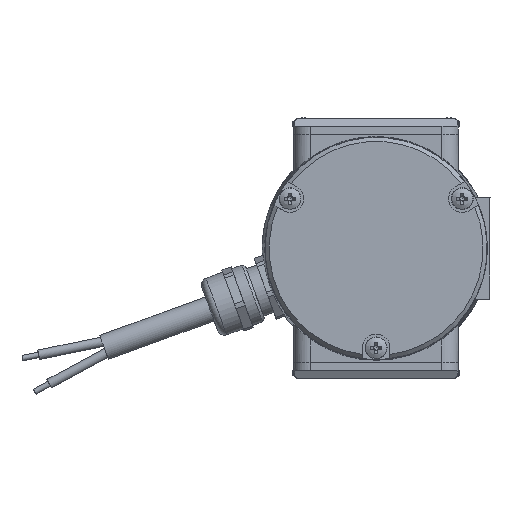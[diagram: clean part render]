
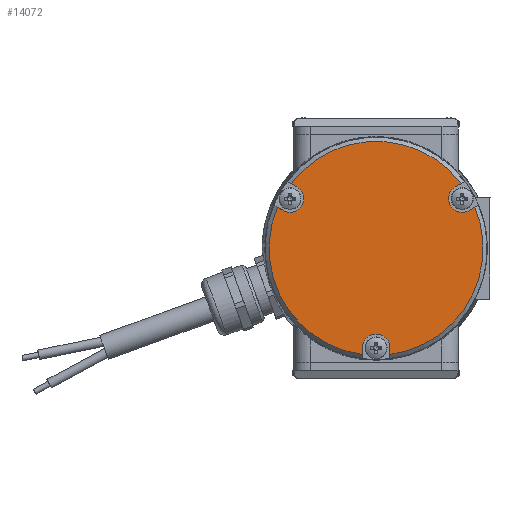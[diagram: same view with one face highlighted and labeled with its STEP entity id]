
A CAD part, left-side view. The second image highlights one B-rep face of the part: STEP entity #14072.
In plain terms, the highlighted planar face has unit normal (-1, 0, 0).
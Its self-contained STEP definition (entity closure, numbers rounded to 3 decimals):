
#406 = CARTESIAN_POINT ( 'NONE',  ( -62., -0.099, 0. ) ) ;
#412 = DIRECTION ( 'NONE',  ( 0., 1., 0. ) ) ;
#781 = AXIS2_PLACEMENT_3D ( 'NONE', #12618, #2552, #7041 ) ;
#1045 = DIRECTION ( 'NONE',  ( -1., 0., 0. ) ) ;
#1264 = CARTESIAN_POINT ( 'NONE',  ( -62., 33.795, 13.795 ) ) ;
#1477 = VERTEX_POINT ( 'NONE', #11003 ) ;
#1809 = AXIS2_PLACEMENT_3D ( 'NONE', #12417, #2350, #6841 ) ;
#1899 = LINE ( 'NONE', #6399, #6112 ) ;
#1986 = DIRECTION ( 'NONE',  ( 0., 0.5, 0.866 ) ) ;
#2059 = LINE ( 'NONE', #6552, #14171 ) ;
#2262 = AXIS2_PLACEMENT_3D ( 'NONE', #7588, #12050, #1986 ) ;
#2350 = DIRECTION ( 'NONE',  ( -1., 0., 0. ) ) ;
#2397 = EDGE_CURVE ( 'NONE', #12283, #10275, #12459, .T. ) ;
#2508 = DIRECTION ( 'NONE',  ( 0., 0., -1. ) ) ;
#2552 = DIRECTION ( 'NONE',  ( -1., 0., 0. ) ) ;
#2677 = ORIENTED_EDGE ( 'NONE', *, *, #2995, .T. ) ;
#2684 = VECTOR ( 'NONE', #2508, 1000. ) ;
#2696 = CARTESIAN_POINT ( 'NONE',  ( -62., -5.099, -36.25 ) ) ;
#2717 = CARTESIAN_POINT ( 'NONE',  ( -62., 4.901, -38.678 ) ) ;
#2937 = CARTESIAN_POINT ( 'NONE',  ( -62., 28.795, 22.455 ) ) ;
#2948 = CARTESIAN_POINT ( 'NONE',  ( -62., 35.898, 15.009 ) ) ;
#2995 = EDGE_CURVE ( 'NONE', #3388, #10410, #10247, .T. ) ;
#3225 = ORIENTED_EDGE ( 'NONE', *, *, #5047, .F. ) ;
#3388 = VERTEX_POINT ( 'NONE', #8916 ) ;
#3399 = ORIENTED_EDGE ( 'NONE', *, *, #6369, .T. ) ;
#3469 = CARTESIAN_POINT ( 'NONE',  ( -62., -36.095, 15.009 ) ) ;
#3878 = AXIS2_PLACEMENT_3D ( 'NONE', #4153, #8635, #13111 ) ;
#3996 = VERTEX_POINT ( 'NONE', #2717 ) ;
#4153 = CARTESIAN_POINT ( 'NONE',  ( -62., -0.099, 0. ) ) ;
#4199 = ORIENTED_EDGE ( 'NONE', *, *, #2397, .F. ) ;
#4640 = AXIS2_PLACEMENT_3D ( 'NONE', #406, #4905, #9380 ) ;
#4711 = CARTESIAN_POINT ( 'NONE',  ( -62., -5.099, -36.25 ) ) ;
#4887 = CIRCLE ( 'NONE', #781, 5. ) ;
#4905 = DIRECTION ( 'NONE',  ( 1., 0., 0. ) ) ;
#5047 = EDGE_CURVE ( 'NONE', #8727, #10410, #2059, .T. ) ;
#5371 = LINE ( 'NONE', #9838, #10945 ) ;
#5546 = DIRECTION ( 'NONE',  ( 0., -0.5, 0.866 ) ) ;
#5761 = DIRECTION ( 'NONE',  ( 0., -0.866, -0.5 ) ) ;
#5852 = EDGE_CURVE ( 'NONE', #13888, #12422, #13370, .T. ) ;
#6016 = FACE_OUTER_BOUND ( 'NONE', #14110, .T. ) ;
#6021 = CARTESIAN_POINT ( 'NONE',  ( -62., -0.099, -36.25 ) ) ;
#6028 = ORIENTED_EDGE ( 'NONE', *, *, #6856, .F. ) ;
#6112 = VECTOR ( 'NONE', #10868, 1000. ) ;
#6301 = ORIENTED_EDGE ( 'NONE', *, *, #11617, .F. ) ;
#6321 = CARTESIAN_POINT ( 'NONE',  ( -62., -31.095, 23.669 ) ) ;
#6369 = EDGE_CURVE ( 'NONE', #6596, #9560, #8155, .T. ) ;
#6399 = CARTESIAN_POINT ( 'NONE',  ( -62., -28.992, 22.455 ) ) ;
#6552 = CARTESIAN_POINT ( 'NONE',  ( -62., -33.992, 13.795 ) ) ;
#6596 = VERTEX_POINT ( 'NONE', #6321 ) ;
#6756 = CARTESIAN_POINT ( 'NONE',  ( -62., 33.795, 13.795 ) ) ;
#6841 = DIRECTION ( 'NONE',  ( 0., 0.5, 0.866 ) ) ;
#6856 = EDGE_CURVE ( 'NONE', #1477, #8727, #4887, .T. ) ;
#7041 = DIRECTION ( 'NONE',  ( 0., -0.5, -0.866 ) ) ;
#7048 = AXIS2_PLACEMENT_3D ( 'NONE', #11125, #1045, #5546 ) ;
#7193 = DIRECTION ( 'NONE',  ( 0., 0., 1. ) ) ;
#7283 = EDGE_CURVE ( 'NONE', #10275, #3996, #8102, .T. ) ;
#7549 = EDGE_CURVE ( 'NONE', #12422, #9560, #5371, .T. ) ;
#7588 = CARTESIAN_POINT ( 'NONE',  ( -62., -0.099, 0. ) ) ;
#8102 = LINE ( 'NONE', #12575, #2684 ) ;
#8155 = CIRCLE ( 'NONE', #1809, 39. ) ;
#8592 = CIRCLE ( 'NONE', #2262, 39. ) ;
#8635 = DIRECTION ( 'NONE',  ( -1., 0., 0. ) ) ;
#8727 = VERTEX_POINT ( 'NONE', #12045 ) ;
#8749 = ORIENTED_EDGE ( 'NONE', *, *, #7549, .F. ) ;
#8863 = ORIENTED_EDGE ( 'NONE', *, *, #7283, .F. ) ;
#8916 = CARTESIAN_POINT ( 'NONE',  ( -62., -5.099, -38.678 ) ) ;
#9380 = DIRECTION ( 'NONE',  ( 0., 0.5, 0.866 ) ) ;
#9560 = VERTEX_POINT ( 'NONE', #14517 ) ;
#9793 = VECTOR ( 'NONE', #5761, 1000. ) ;
#9838 = CARTESIAN_POINT ( 'NONE',  ( -62., 28.795, 22.455 ) ) ;
#10247 = CIRCLE ( 'NONE', #3878, 39. ) ;
#10275 = VERTEX_POINT ( 'NONE', #13162 ) ;
#10410 = VERTEX_POINT ( 'NONE', #3469 ) ;
#10485 = PLANE ( 'NONE',  #4640 ) ;
#10492 = DIRECTION ( 'NONE',  ( -1., 0., 0. ) ) ;
#10588 = EDGE_CURVE ( 'NONE', #14510, #13888, #11336, .T. ) ;
#10868 = DIRECTION ( 'NONE',  ( 0., 0.866, -0.5 ) ) ;
#10945 = VECTOR ( 'NONE', #14322, 1000. ) ;
#11003 = CARTESIAN_POINT ( 'NONE',  ( -62., -28.992, 22.455 ) ) ;
#11024 = DIRECTION ( 'NONE',  ( 0., -0.866, 0.5 ) ) ;
#11125 = CARTESIAN_POINT ( 'NONE',  ( -62., 31.295, 18.125 ) ) ;
#11336 = LINE ( 'NONE', #1264, #9793 ) ;
#11429 = ORIENTED_EDGE ( 'NONE', *, *, #10588, .F. ) ;
#11617 = EDGE_CURVE ( 'NONE', #3388, #12283, #12759, .T. ) ;
#11849 = ORIENTED_EDGE ( 'NONE', *, *, #5852, .F. ) ;
#12045 = CARTESIAN_POINT ( 'NONE',  ( -62., -33.992, 13.795 ) ) ;
#12050 = DIRECTION ( 'NONE',  ( -1., 0., 0. ) ) ;
#12283 = VERTEX_POINT ( 'NONE', #4711 ) ;
#12417 = CARTESIAN_POINT ( 'NONE',  ( -62., -0.099, 0. ) ) ;
#12422 = VERTEX_POINT ( 'NONE', #2937 ) ;
#12459 = CIRCLE ( 'NONE', #12695, 5. ) ;
#12464 = EDGE_CURVE ( 'NONE', #6596, #1477, #1899, .T. ) ;
#12575 = CARTESIAN_POINT ( 'NONE',  ( -62., 4.901, -36.25 ) ) ;
#12618 = CARTESIAN_POINT ( 'NONE',  ( -62., -31.492, 18.125 ) ) ;
#12695 = AXIS2_PLACEMENT_3D ( 'NONE', #6021, #10492, #412 ) ;
#12759 = LINE ( 'NONE', #2696, #12784 ) ;
#12784 = VECTOR ( 'NONE', #7193, 1000. ) ;
#13111 = DIRECTION ( 'NONE',  ( 0., 0.5, 0.866 ) ) ;
#13162 = CARTESIAN_POINT ( 'NONE',  ( -62., 4.901, -36.25 ) ) ;
#13370 = CIRCLE ( 'NONE', #7048, 5. ) ;
#13444 = ORIENTED_EDGE ( 'NONE', *, *, #12464, .F. ) ;
#13888 = VERTEX_POINT ( 'NONE', #6756 ) ;
#14064 = ORIENTED_EDGE ( 'NONE', *, *, #14557, .T. ) ;
#14072 = ADVANCED_FACE ( 'NONE', ( #6016 ), #10485, .F. ) ;
#14110 = EDGE_LOOP ( 'NONE', ( #6301, #2677, #3225, #6028, #13444, #3399, #8749, #11849, #11429, #14064, #8863, #4199 ) ) ;
#14171 = VECTOR ( 'NONE', #11024, 1000. ) ;
#14322 = DIRECTION ( 'NONE',  ( 0., 0.866, 0.5 ) ) ;
#14510 = VERTEX_POINT ( 'NONE', #2948 ) ;
#14517 = CARTESIAN_POINT ( 'NONE',  ( -62., 30.898, 23.669 ) ) ;
#14557 = EDGE_CURVE ( 'NONE', #14510, #3996, #8592, .T. ) ;
